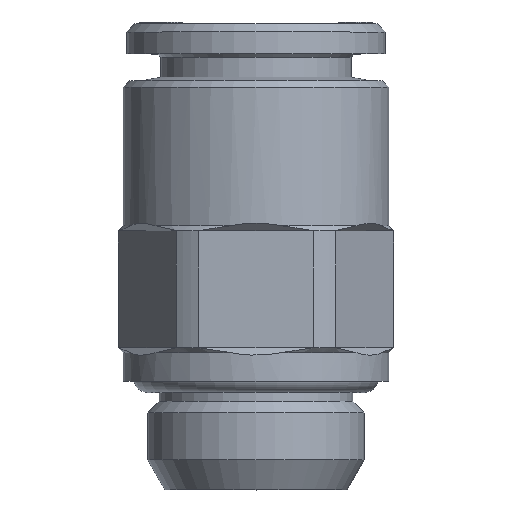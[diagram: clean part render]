
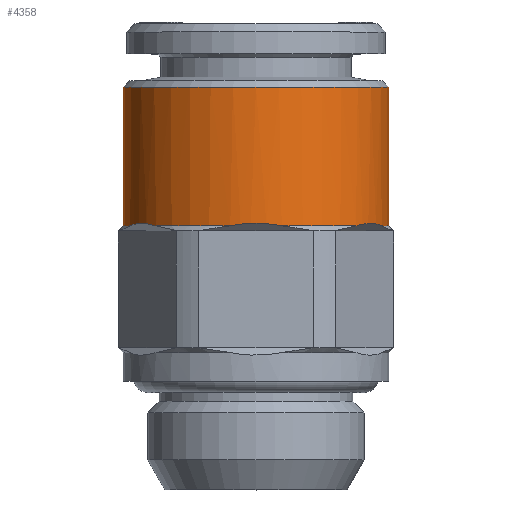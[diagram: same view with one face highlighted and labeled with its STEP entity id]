
A CAD part, top view. The second image highlights one B-rep face of the part: STEP entity #4358.
In plain terms, the highlighted cylindrical face has radius 7.95 mm (diameter 15.9 mm), a full revolution.
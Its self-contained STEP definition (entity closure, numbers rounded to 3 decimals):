
#25=ELLIPSE('',#4561,11.243,7.95);
#26=ELLIPSE('',#4563,11.243,7.95);
#27=ELLIPSE('',#4565,11.243,7.95);
#28=ELLIPSE('',#4566,11.243,7.95);
#29=ELLIPSE('',#4567,11.243,7.95);
#30=ELLIPSE('',#4569,11.243,7.95);
#61=CYLINDRICAL_SURFACE('',#4558,7.95);
#76=CIRCLE('',#4539,7.95);
#81=CIRCLE('',#4547,7.95);
#84=CIRCLE('',#4559,7.95);
#85=CIRCLE('',#4560,7.95);
#86=CIRCLE('',#4562,7.95);
#87=CIRCLE('',#4564,7.95);
#88=CIRCLE('',#4568,7.95);
#839=ORIENTED_EDGE('',*,*,#1725,.T.);
#840=ORIENTED_EDGE('',*,*,#1726,.F.);
#841=ORIENTED_EDGE('',*,*,#1727,.F.);
#842=ORIENTED_EDGE('',*,*,#1728,.F.);
#843=ORIENTED_EDGE('',*,*,#1729,.F.);
#844=ORIENTED_EDGE('',*,*,#1730,.F.);
#845=ORIENTED_EDGE('',*,*,#1731,.F.);
#846=ORIENTED_EDGE('',*,*,#1688,.F.);
#847=ORIENTED_EDGE('',*,*,#1732,.F.);
#848=ORIENTED_EDGE('',*,*,#1678,.F.);
#849=ORIENTED_EDGE('',*,*,#1733,.F.);
#850=ORIENTED_EDGE('',*,*,#1734,.F.);
#851=ORIENTED_EDGE('',*,*,#1735,.F.);
#1678=EDGE_CURVE('',#2121,#2123,#76,.T.);
#1688=EDGE_CURVE('',#2131,#2130,#81,.T.);
#1725=EDGE_CURVE('',#2162,#2162,#84,.T.);
#1726=EDGE_CURVE('',#2163,#2164,#85,.T.);
#1727=EDGE_CURVE('',#2165,#2163,#25,.T.);
#1728=EDGE_CURVE('',#2166,#2165,#86,.T.);
#1729=EDGE_CURVE('',#2167,#2166,#26,.T.);
#1730=EDGE_CURVE('',#2168,#2167,#87,.T.);
#1731=EDGE_CURVE('',#2130,#2168,#27,.T.);
#1732=EDGE_CURVE('',#2123,#2131,#28,.T.);
#1733=EDGE_CURVE('',#2169,#2121,#29,.T.);
#1734=EDGE_CURVE('',#2170,#2169,#88,.T.);
#1735=EDGE_CURVE('',#2164,#2170,#30,.T.);
#2121=VERTEX_POINT('',#6138);
#2123=VERTEX_POINT('',#6141);
#2130=VERTEX_POINT('',#6163);
#2131=VERTEX_POINT('',#6167);
#2162=VERTEX_POINT('',#6474);
#2163=VERTEX_POINT('',#6476);
#2164=VERTEX_POINT('',#6477);
#2165=VERTEX_POINT('',#6479);
#2166=VERTEX_POINT('',#6481);
#2167=VERTEX_POINT('',#6483);
#2168=VERTEX_POINT('',#6485);
#2169=VERTEX_POINT('',#6489);
#2170=VERTEX_POINT('',#6491);
#2494=EDGE_LOOP('',(#839));
#2495=EDGE_LOOP('',(#840,#841,#842,#843,#844,#845,#846,#847,#848,#849,#850,
#851));
#2717=FACE_BOUND('',#2494,.T.);
#2718=FACE_BOUND('',#2495,.T.);
#4358=ADVANCED_FACE('',(#2717,#2718),#61,.T.);
#4539=AXIS2_PLACEMENT_3D('',#6140,#4838,#4839);
#4547=AXIS2_PLACEMENT_3D('',#6168,#4856,#4857);
#4558=AXIS2_PLACEMENT_3D('',#6472,#4901,#4902);
#4559=AXIS2_PLACEMENT_3D('',#6473,#4903,#4904);
#4560=AXIS2_PLACEMENT_3D('',#6475,#4905,#4906);
#4561=AXIS2_PLACEMENT_3D('',#6478,#4907,#4908);
#4562=AXIS2_PLACEMENT_3D('',#6480,#4909,#4910);
#4563=AXIS2_PLACEMENT_3D('',#6482,#4911,#4912);
#4564=AXIS2_PLACEMENT_3D('',#6484,#4913,#4914);
#4565=AXIS2_PLACEMENT_3D('',#6486,#4915,#4916);
#4566=AXIS2_PLACEMENT_3D('',#6487,#4917,#4918);
#4567=AXIS2_PLACEMENT_3D('',#6488,#4919,#4920);
#4568=AXIS2_PLACEMENT_3D('',#6490,#4921,#4922);
#4569=AXIS2_PLACEMENT_3D('',#6492,#4923,#4924);
#4838=DIRECTION('',(0.,-1.,0.));
#4839=DIRECTION('',(0.,0.,-1.));
#4856=DIRECTION('',(0.,-1.,0.));
#4857=DIRECTION('',(0.,0.,-1.));
#4901=DIRECTION('',(0.,1.,0.));
#4902=DIRECTION('',(0.,0.,-1.));
#4903=DIRECTION('',(0.,-1.,0.));
#4904=DIRECTION('',(0.,0.,-1.));
#4905=DIRECTION('',(0.,-1.,0.));
#4906=DIRECTION('',(0.,0.,-1.));
#4907=DIRECTION('',(0.,-0.707,-0.707));
#4908=DIRECTION('',(0.,0.707,-0.707));
#4909=DIRECTION('',(0.,-1.,0.));
#4910=DIRECTION('',(0.,0.,-1.));
#4911=DIRECTION('',(-0.612,-0.707,-0.354));
#4912=DIRECTION('',(-0.612,0.707,-0.354));
#4913=DIRECTION('',(0.,-1.,0.));
#4914=DIRECTION('',(0.,0.,-1.));
#4915=DIRECTION('',(-0.612,-0.707,0.354));
#4916=DIRECTION('',(-0.612,0.707,0.354));
#4917=DIRECTION('',(0.,-0.707,0.707));
#4918=DIRECTION('',(0.,0.707,0.707));
#4919=DIRECTION('',(0.612,-0.707,0.354));
#4920=DIRECTION('',(0.612,0.707,0.354));
#4921=DIRECTION('',(0.,-1.,0.));
#4922=DIRECTION('',(0.,0.,-1.));
#4923=DIRECTION('',(0.612,-0.707,-0.354));
#4924=DIRECTION('',(0.612,0.707,-0.354));
#6138=CARTESIAN_POINT('',(5.986,15.8,5.231));
#6140=CARTESIAN_POINT('',(0.,15.8,0.));
#6141=CARTESIAN_POINT('',(1.537,15.8,7.8));
#6163=CARTESIAN_POINT('',(-5.986,15.8,5.231));
#6167=CARTESIAN_POINT('',(-1.537,15.8,7.8));
#6168=CARTESIAN_POINT('',(0.,15.8,0.));
#6472=CARTESIAN_POINT('',(0.,0.,0.));
#6473=CARTESIAN_POINT('',(0.,24.1,0.));
#6474=CARTESIAN_POINT('',(0.,24.1,-7.95));
#6475=CARTESIAN_POINT('',(0.,15.8,0.));
#6476=CARTESIAN_POINT('',(1.537,15.8,-7.8));
#6477=CARTESIAN_POINT('',(5.986,15.8,-5.231));
#6478=CARTESIAN_POINT('',(0.,8.,0.));
#6479=CARTESIAN_POINT('',(-1.537,15.8,-7.8));
#6480=CARTESIAN_POINT('',(0.,15.8,0.));
#6481=CARTESIAN_POINT('',(-5.986,15.8,-5.231));
#6482=CARTESIAN_POINT('',(0.,8.,0.));
#6483=CARTESIAN_POINT('',(-7.524,15.8,-2.569));
#6484=CARTESIAN_POINT('',(0.,15.8,0.));
#6485=CARTESIAN_POINT('',(-7.524,15.8,2.569));
#6486=CARTESIAN_POINT('',(0.,8.,0.));
#6487=CARTESIAN_POINT('',(0.,8.,0.));
#6488=CARTESIAN_POINT('',(0.,8.,0.));
#6489=CARTESIAN_POINT('',(7.524,15.8,2.569));
#6490=CARTESIAN_POINT('',(0.,15.8,0.));
#6491=CARTESIAN_POINT('',(7.524,15.8,-2.569));
#6492=CARTESIAN_POINT('',(0.,8.,0.));
